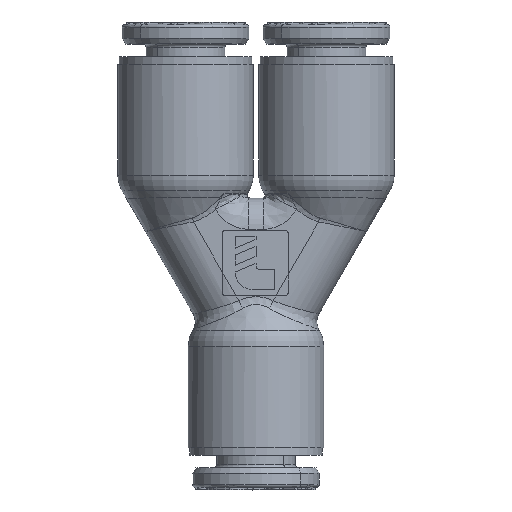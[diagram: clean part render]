
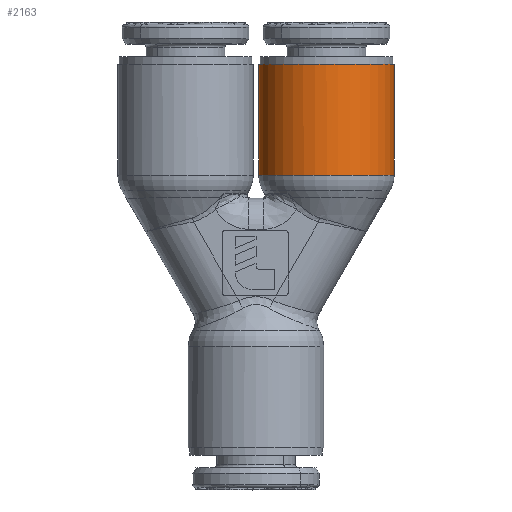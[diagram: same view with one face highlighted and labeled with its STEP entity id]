
A CAD part, top view. The second image highlights one B-rep face of the part: STEP entity #2163.
In plain terms, the highlighted cylindrical face has radius 4.325 mm (diameter 8.65 mm), a partial arc.
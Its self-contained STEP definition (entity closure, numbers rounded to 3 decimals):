
#2163=ADVANCED_FACE('',(#6071),#6072,.T.);
#6071=FACE_OUTER_BOUND('',#16158,.T.);
#6072=CYLINDRICAL_SURFACE('',#16159,4.325);
#16158=EDGE_LOOP('',(#32097,#32098,#32099,#32100,#32101));
#16159=AXIS2_PLACEMENT_3D('',#32102,#32103,#32104);
#32097=ORIENTED_EDGE('',*,*,#38180,.F.);
#32098=ORIENTED_EDGE('',*,*,#38178,.F.);
#32099=ORIENTED_EDGE('',*,*,#38181,.T.);
#32100=ORIENTED_EDGE('',*,*,#38182,.F.);
#32101=ORIENTED_EDGE('',*,*,#37880,.F.);
#32102=CARTESIAN_POINT('',(4.5,15.523,0.0));
#32103=DIRECTION('',(0.0,1.0,-0.0));
#32104=DIRECTION('',(1.0,0.0,0.0));
#37880=EDGE_CURVE('',#45881,#45877,#45883,.T.);
#38178=EDGE_CURVE('',#46359,#46360,#46362,.T.);
#38180=EDGE_CURVE('',#46360,#45881,#46364,.T.);
#38181=EDGE_CURVE('',#46359,#45873,#46365,.T.);
#38182=EDGE_CURVE('',#45877,#45873,#46366,.T.);
#45873=VERTEX_POINT('',#62420);
#45877=VERTEX_POINT('',#62424);
#45881=VERTEX_POINT('',#62428);
#45883=CIRCLE('',#62430,4.325);
#46359=VERTEX_POINT('',#63716);
#46360=VERTEX_POINT('',#63717);
#46362=CIRCLE('',#63719,4.325);
#46364=LINE('',#63721,#63722);
#46365=LINE('',#63723,#63724);
#46366=CIRCLE('',#63725,4.325);
#62420=CARTESIAN_POINT('',(0.175,17.416,0.0));
#62424=CARTESIAN_POINT('',(0.175,17.416,0.042));
#62428=CARTESIAN_POINT('',(8.825,17.416,0.0));
#62430=AXIS2_PLACEMENT_3D('',#70371,#70372,#70373);
#63716=CARTESIAN_POINT('',(0.175,24.5,0.0));
#63717=CARTESIAN_POINT('',(8.825,24.5,0.0));
#63719=AXIS2_PLACEMENT_3D('',#70840,#70841,#70842);
#63721=CARTESIAN_POINT('',(8.825,24.5,0.0));
#63722=VECTOR('',#70846,7.084);
#63723=CARTESIAN_POINT('',(0.175,24.5,0.0));
#63724=VECTOR('',#70847,7.084);
#63725=AXIS2_PLACEMENT_3D('',#70848,#70849,#70850);
#70371=CARTESIAN_POINT('',(4.5,17.416,0.0));
#70372=DIRECTION('',(0.0,-1.0,0.0));
#70373=DIRECTION('',(1.0,0.0,0.0));
#70840=CARTESIAN_POINT('',(4.5,24.5,0.0));
#70841=DIRECTION('',(0.0,1.0,0.0));
#70842=DIRECTION('',(-1.0,0.0,0.0));
#70846=DIRECTION('',(0.0,-1.0,0.));
#70847=DIRECTION('',(0.0,-1.0,0.));
#70848=CARTESIAN_POINT('',(4.5,17.416,0.0));
#70849=DIRECTION('',(0.0,-1.0,0.0));
#70850=DIRECTION('',(1.0,0.0,0.0));
